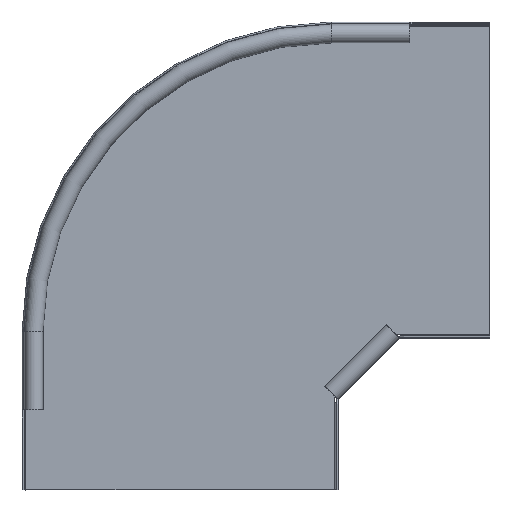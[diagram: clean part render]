
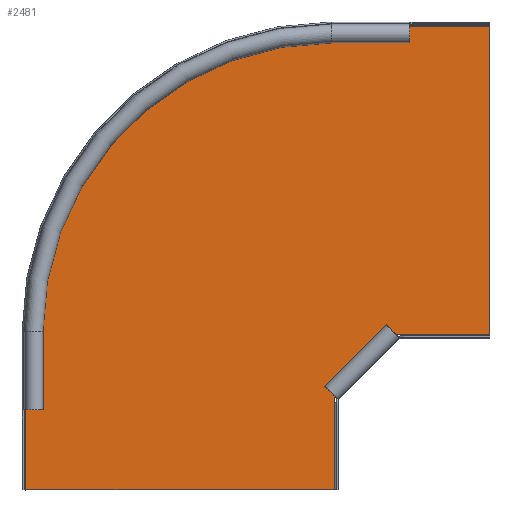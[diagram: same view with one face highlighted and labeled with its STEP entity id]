
A CAD part, top view. The second image highlights one B-rep face of the part: STEP entity #2481.
In plain terms, the highlighted planar face has unit normal (0, 0, 1).
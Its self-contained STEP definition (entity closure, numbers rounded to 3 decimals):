
#2313=DIRECTION('',(-1.,0.,0.));
#2314=VECTOR('',#2313,198.5);
#2315=CARTESIAN_POINT('',(-100.35,0.,0.));
#2316=LINE('',#2315,#2314);
#2321=CARTESIAN_POINT('',(-101.85,101.85,0.));
#2322=DIRECTION('',(0.,0.,1.));
#2323=DIRECTION('',(0.,1.,0.));
#2324=AXIS2_PLACEMENT_3D('',#2321,#2322,#2323);
#2326=DIRECTION('',(0.707,0.707,0.));
#2327=VECTOR('',#2326,58.053);
#2328=CARTESIAN_POINT('',(-100.35,59.3,0.));
#2329=LINE('',#2328,#2327);
#2338=DIRECTION('',(0.,1.,0.));
#2339=VECTOR('',#2338,59.3);
#2340=CARTESIAN_POINT('',(-100.35,0.,0.));
#2341=LINE('',#2340,#2339);
#2371=DIRECTION('',(0.,-1.,0.));
#2372=VECTOR('',#2371,101.85);
#2373=CARTESIAN_POINT('',(-298.85,101.85,0.));
#2374=LINE('',#2373,#2372);
#2387=DIRECTION('',(-1.,0.,0.));
#2388=VECTOR('',#2387,101.85);
#2389=CARTESIAN_POINT('',(0.,298.85,0.));
#2390=LINE('',#2389,#2388);
#2391=DIRECTION('',(0.,-1.,0.));
#2392=VECTOR('',#2391,198.5);
#2393=CARTESIAN_POINT('',(0.,298.85,0.));
#2394=LINE('',#2393,#2392);
#2399=DIRECTION('',(1.,0.,0.));
#2400=VECTOR('',#2399,59.3);
#2401=CARTESIAN_POINT('',(-59.3,100.35,0.));
#2402=LINE('',#2401,#2400);
#2411=CARTESIAN_POINT('',(0.,298.85,0.));
#2413=VERTEX_POINT('',#2411);
#2415=CARTESIAN_POINT('',(-59.3,100.35,0.));
#2417=VERTEX_POINT('',#2415);
#2420=CARTESIAN_POINT('',(-298.85,101.85,0.));
#2422=VERTEX_POINT('',#2420);
#2423=CARTESIAN_POINT('',(-100.35,0.,0.));
#2425=VERTEX_POINT('',#2423);
#2429=CARTESIAN_POINT('',(-298.85,0.,0.));
#2430=VERTEX_POINT('',#2429);
#2431=CARTESIAN_POINT('',(-100.35,59.3,0.));
#2432=VERTEX_POINT('',#2431);
#2433=CARTESIAN_POINT('',(0.,100.35,0.));
#2434=VERTEX_POINT('',#2433);
#2435=CARTESIAN_POINT('',(-101.85,298.85,0.));
#2437=VERTEX_POINT('',#2435);
#2459=CARTESIAN_POINT('',(-101.85,101.85,0.));
#2460=DIRECTION('',(0.,0.,-1.));
#2461=DIRECTION('',(-1.,0.,0.));
#2462=AXIS2_PLACEMENT_3D('',#2459,#2460,#2461);
#2463=PLANE('',#2462);
#2465=ORIENTED_EDGE('',*,*,#2464,.F.);
#2466=ORIENTED_EDGE('',*,*,#2448,.T.);
#2468=ORIENTED_EDGE('',*,*,#2467,.F.);
#2470=ORIENTED_EDGE('',*,*,#2469,.F.);
#2472=ORIENTED_EDGE('',*,*,#2471,.F.);
#2474=ORIENTED_EDGE('',*,*,#2473,.T.);
#2476=ORIENTED_EDGE('',*,*,#2475,.F.);
#2478=ORIENTED_EDGE('',*,*,#2477,.F.);
#2479=EDGE_LOOP('',(#2465,#2466,#2468,#2470,#2472,#2474,#2476,#2478));
#2480=FACE_OUTER_BOUND('',#2479,.F.);
#2481=ADVANCED_FACE('',(#2480),#2463,.F.);
#2325=CIRCLE('',#2324,197.);
#2448=EDGE_CURVE('',#2425,#2430,#2316,.T.);
#2464=EDGE_CURVE('',#2425,#2432,#2341,.T.);
#2467=EDGE_CURVE('',#2422,#2430,#2374,.T.);
#2469=EDGE_CURVE('',#2437,#2422,#2325,.T.);
#2471=EDGE_CURVE('',#2413,#2437,#2390,.T.);
#2473=EDGE_CURVE('',#2413,#2434,#2394,.T.);
#2475=EDGE_CURVE('',#2417,#2434,#2402,.T.);
#2477=EDGE_CURVE('',#2432,#2417,#2329,.T.);
